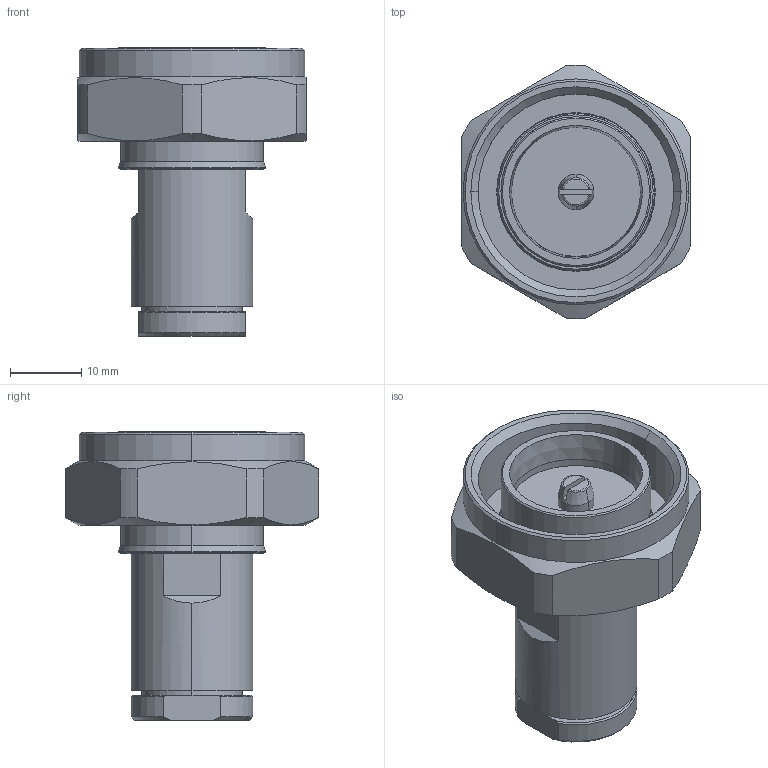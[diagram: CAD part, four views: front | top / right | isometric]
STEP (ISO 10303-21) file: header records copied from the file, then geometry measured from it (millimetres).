
FILE_DESCRIPTION (( 'STEP AP214' ), '1' );
FILE_NAME ('9245-CON-7_16-RG393.STEP', '2017-02-20T08:26:19', ( 'allectra' ), ( 'Microsoft' ), 'SwSTEP 2.0', 'SolidWorks 2014', '' );
FILE_SCHEMA (( 'AUTOMOTIVE_DESIGN' ));
Length unit declared in the file: millimetre
Products named in the file (2): 9245-CON-7_16-RG393
Bounding box: 32 x 35.5 x 40.42 mm (x, y, z)
Volume: 13082.7 mm3; surface area: 7328 mm2
Topology: 1 solids, 1 shells, 118 faces, 270 edges, 166 vertices
Faces by surface type: cylinder 36, cone 32, plane 32, bspline 18
Entity records: 5250 total; most frequent: CARTESIAN_POINT 1312, DIRECTION 558, ORIENTED_EDGE 540, EDGE_CURVE 270, AXIS2_PLACEMENT_3D 234, VERTEX_POINT 166, CIRCLE 132, EDGE_LOOP 130
